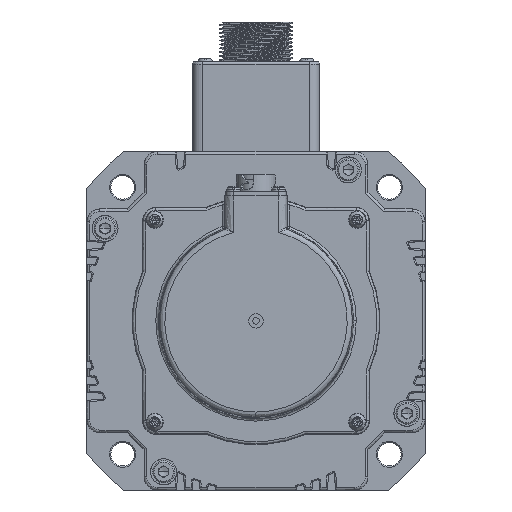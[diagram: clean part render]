
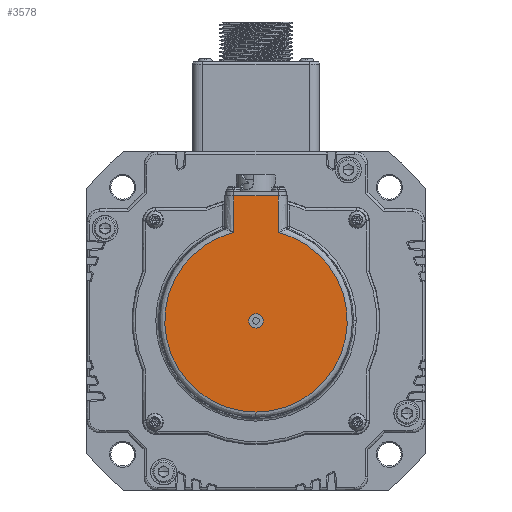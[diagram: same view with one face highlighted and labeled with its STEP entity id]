
A CAD part, front view. The second image highlights one B-rep face of the part: STEP entity #3578.
In plain terms, the highlighted planar face has unit normal (0, -1, 0).
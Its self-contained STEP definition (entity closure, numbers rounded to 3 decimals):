
#1260=CARTESIAN_POINT('',(201.383,-241.5,-17.));
#1261=VERTEX_POINT('',#1260);
#1269=CARTESIAN_POINT('',(218.617,-241.5,-17.));
#1270=VERTEX_POINT('',#1269);
#1271=CARTESIAN_POINT('',(201.383,-241.5,-17.));
#1272=DIRECTION('',(1.,0.,0.));
#1273=VECTOR('',#1272,17.234);
#1274=LINE('',#1271,#1273);
#1275=EDGE_CURVE('',#1261,#1270,#1274,.T.);
#3499=CARTESIAN_POINT('',(201.383,-241.5,-31.02));
#3500=VERTEX_POINT('',#3499);
#3523=CARTESIAN_POINT('',(201.383,-241.5,-31.02));
#3524=DIRECTION('',(0.,0.,1.));
#3525=VECTOR('',#3524,14.02);
#3526=LINE('',#3523,#3525);
#3527=EDGE_CURVE('',#3500,#1261,#3526,.T.);
#3534=CARTESIAN_POINT('',(210.,-241.5,-65.));
#3535=DIRECTION('',(0.,0.,-1.));
#3536=DIRECTION('',(0.,-1.,0.));
#3537=AXIS2_PLACEMENT_3D('',#3534,#3536,#3535);
#3538=PLANE('',#3537);
#3539=CARTESIAN_POINT('',(210.,-241.5,-100.056));
#3540=VERTEX_POINT('',#3539);
#3541=CARTESIAN_POINT('',(210.,-241.5,-65.));
#3542=DIRECTION('',(-0.246,0.,0.969));
#3543=DIRECTION('',(0.,-1.,0.));
#3544=AXIS2_PLACEMENT_3D('',#3541,#3543,#3542);
#3545=CIRCLE('',#3544,35.056);
#3546=EDGE_CURVE('',#3500,#3540,#3545,.T.);
#3547=ORIENTED_EDGE('',*,*,#3546,.T.);
#3548=CARTESIAN_POINT('',(218.617,-241.5,-31.02));
#3549=VERTEX_POINT('',#3548);
#3550=CARTESIAN_POINT('',(210.,-241.5,-65.));
#3551=DIRECTION('',(0.,0.,-1.));
#3552=DIRECTION('',(0.,-1.,0.));
#3553=AXIS2_PLACEMENT_3D('',#3550,#3552,#3551);
#3554=CIRCLE('',#3553,35.056);
#3555=EDGE_CURVE('',#3540,#3549,#3554,.T.);
#3556=ORIENTED_EDGE('',*,*,#3555,.T.);
#3557=CARTESIAN_POINT('',(218.617,-241.5,-31.02));
#3558=DIRECTION('',(0.,0.,1.));
#3559=VECTOR('',#3558,14.02);
#3560=LINE('',#3557,#3559);
#3561=EDGE_CURVE('',#3549,#1270,#3560,.T.);
#3562=ORIENTED_EDGE('',*,*,#3561,.T.);
#3563=ORIENTED_EDGE('',*,*,#1275,.F.);
#3564=ORIENTED_EDGE('',*,*,#3527,.F.);
#3565=EDGE_LOOP('',(#3547,#3556,#3562,#3563,#3564));
#3566=FACE_OUTER_BOUND('',#3565,.T.);
#3567=CARTESIAN_POINT('',(210.,-241.5,-62.25));
#3568=VERTEX_POINT('',#3567);
#3569=CARTESIAN_POINT('',(210.,-241.5,-65.));
#3570=DIRECTION('',(0.,0.,1.));
#3571=DIRECTION('',(0.,1.,0.));
#3572=AXIS2_PLACEMENT_3D('',#3569,#3571,#3570);
#3573=CIRCLE('',#3572,2.75);
#3574=EDGE_CURVE('',#3568,#3568,#3573,.T.);
#3575=ORIENTED_EDGE('',*,*,#3574,.T.);
#3576=EDGE_LOOP('',(#3575));
#3577=FACE_BOUND('',#3576,.T.);
#3578=ADVANCED_FACE('',(#3566,#3577),#3538,.T.);
